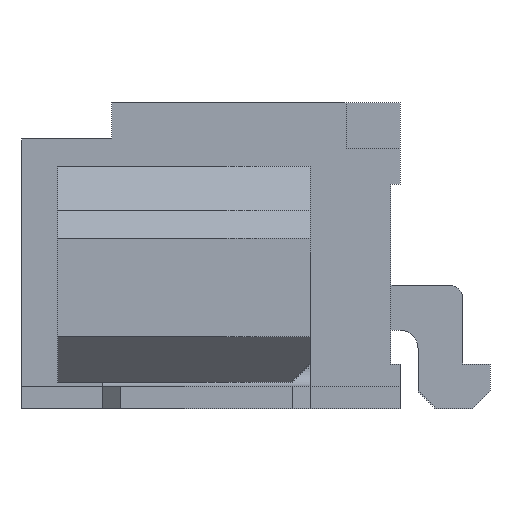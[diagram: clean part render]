
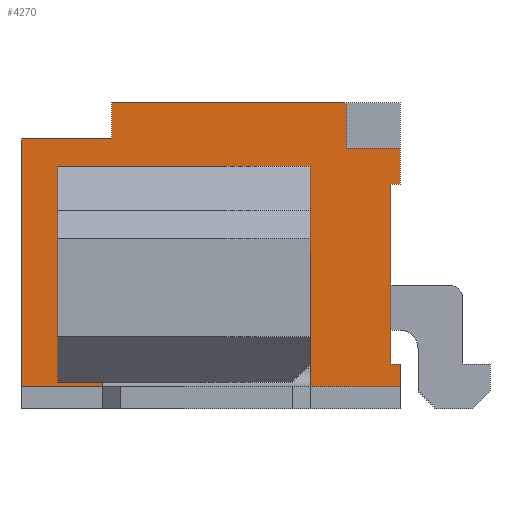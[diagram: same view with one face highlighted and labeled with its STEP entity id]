
A CAD part, left-side view. The second image highlights one B-rep face of the part: STEP entity #4270.
In plain terms, the highlighted planar face has unit normal (-1, 0, 0).
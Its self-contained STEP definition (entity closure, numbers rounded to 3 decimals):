
#69=DIRECTION('',(0.,0.,1.));
#70=VECTOR('',#69,0.25);
#71=CARTESIAN_POINT('',(-4.,-2.1,-1.45));
#72=LINE('',#71,#70);
#153=DIRECTION('',(0.,0.,1.));
#154=VECTOR('',#153,0.4);
#155=CARTESIAN_POINT('',(-4.,-2.1,0.8));
#156=LINE('',#155,#154);
#157=DIRECTION('',(0.,0.,1.));
#158=VECTOR('',#157,2.4);
#159=CARTESIAN_POINT('',(-4.,-1.1,-1.4));
#160=LINE('',#159,#158);
#161=DIRECTION('',(0.,-1.,0.));
#162=VECTOR('',#161,2.8);
#163=CARTESIAN_POINT('',(-4.,1.7,1.));
#164=LINE('',#163,#162);
#165=DIRECTION('',(0.,0.,1.));
#166=VECTOR('',#165,2.4);
#167=CARTESIAN_POINT('',(-4.,1.7,-1.4));
#168=LINE('',#167,#166);
#169=DIRECTION('',(0.,-1.,0.));
#170=VECTOR('',#169,2.8);
#171=CARTESIAN_POINT('',(-4.,1.7,-1.4));
#172=LINE('',#171,#170);
#173=DIRECTION('',(0.,1.,0.));
#174=VECTOR('',#173,0.6);
#175=CARTESIAN_POINT('',(-4.,-2.1,1.2));
#176=LINE('',#175,#174);
#177=DIRECTION('',(0.,1.,0.));
#178=VECTOR('',#177,0.1);
#179=CARTESIAN_POINT('',(-4.,-2.1,0.8));
#180=LINE('',#179,#178);
#181=DIRECTION('',(0.,0.,1.));
#182=VECTOR('',#181,2.);
#183=CARTESIAN_POINT('',(-4.,-2.,-1.2));
#184=LINE('',#183,#182);
#185=DIRECTION('',(0.,1.,0.));
#186=VECTOR('',#185,0.1);
#187=CARTESIAN_POINT('',(-4.,-2.1,-1.2));
#188=LINE('',#187,#186);
#189=DIRECTION('',(0.,-1.,0.));
#190=VECTOR('',#189,4.2);
#191=CARTESIAN_POINT('',(-4.,2.1,-1.45));
#192=LINE('',#191,#190);
#193=DIRECTION('',(0.,0.,1.));
#194=VECTOR('',#193,2.75);
#195=CARTESIAN_POINT('',(-4.,2.1,-1.45));
#196=LINE('',#195,#194);
#197=DIRECTION('',(0.,-1.,0.));
#198=VECTOR('',#197,1.);
#199=CARTESIAN_POINT('',(-4.,2.1,1.3));
#200=LINE('',#199,#198);
#201=DIRECTION('',(0.,0.,-1.));
#202=VECTOR('',#201,0.4);
#203=CARTESIAN_POINT('',(-4.,1.1,1.7));
#204=LINE('',#203,#202);
#205=DIRECTION('',(0.,0.,-1.));
#206=VECTOR('',#205,0.5);
#207=CARTESIAN_POINT('',(-4.,-1.5,1.7));
#208=LINE('',#207,#206);
#917=DIRECTION('',(0.,-1.,0.));
#918=VECTOR('',#917,2.6);
#919=CARTESIAN_POINT('',(-4.,1.1,1.7));
#920=LINE('',#919,#918);
#3121=CARTESIAN_POINT('',(-4.,1.1,1.7));
#3123=VERTEX_POINT('',#3121);
#3133=CARTESIAN_POINT('',(-4.,2.1,1.3));
#3134=CARTESIAN_POINT('',(-4.,1.1,1.3));
#3135=VERTEX_POINT('',#3133);
#3136=VERTEX_POINT('',#3134);
#3181=CARTESIAN_POINT('',(-4.,-1.1,-1.4));
#3182=CARTESIAN_POINT('',(-4.,-1.1,1.));
#3183=VERTEX_POINT('',#3181);
#3184=VERTEX_POINT('',#3182);
#3185=CARTESIAN_POINT('',(-4.,1.7,1.));
#3186=VERTEX_POINT('',#3185);
#3187=CARTESIAN_POINT('',(-4.,1.7,-1.4));
#3188=VERTEX_POINT('',#3187);
#3367=CARTESIAN_POINT('',(-4.,-2.1,-1.2));
#3368=CARTESIAN_POINT('',(-4.,-2.,-1.2));
#3369=VERTEX_POINT('',#3367);
#3370=VERTEX_POINT('',#3368);
#3371=CARTESIAN_POINT('',(-4.,-2.,0.8));
#3372=VERTEX_POINT('',#3371);
#3373=CARTESIAN_POINT('',(-4.,-2.1,0.8));
#3374=VERTEX_POINT('',#3373);
#3473=CARTESIAN_POINT('',(-4.,-1.5,1.7));
#3474=VERTEX_POINT('',#3473);
#3475=CARTESIAN_POINT('',(-4.,-2.1,1.2));
#3476=CARTESIAN_POINT('',(-4.,-1.5,1.2));
#3477=VERTEX_POINT('',#3475);
#3478=VERTEX_POINT('',#3476);
#3851=CARTESIAN_POINT('',(-4.,2.1,-1.45));
#3852=CARTESIAN_POINT('',(-4.,-2.1,-1.45));
#3853=VERTEX_POINT('',#3851);
#3854=VERTEX_POINT('',#3852);
#4232=CARTESIAN_POINT('',(-4.,2.1,-1.7));
#4233=DIRECTION('',(-1.,0.,0.));
#4234=DIRECTION('',(0.,-1.,0.));
#4235=AXIS2_PLACEMENT_3D('',#4232,#4233,#4234);
#4236=PLANE('',#4235);
#4238=ORIENTED_EDGE('',*,*,#4237,.F.);
#4239=ORIENTED_EDGE('',*,*,#4212,.F.);
#4241=ORIENTED_EDGE('',*,*,#4240,.T.);
#4243=ORIENTED_EDGE('',*,*,#4242,.F.);
#4244=ORIENTED_EDGE('',*,*,#4222,.F.);
#4245=ORIENTED_EDGE('',*,*,#4148,.F.);
#4247=ORIENTED_EDGE('',*,*,#4246,.F.);
#4249=ORIENTED_EDGE('',*,*,#4248,.T.);
#4251=ORIENTED_EDGE('',*,*,#4250,.T.);
#4253=ORIENTED_EDGE('',*,*,#4252,.F.);
#4255=ORIENTED_EDGE('',*,*,#4254,.T.);
#4257=ORIENTED_EDGE('',*,*,#4256,.T.);
#4258=EDGE_LOOP('',(#4238,#4239,#4241,#4243,#4244,#4245,#4247,#4249,#4251,#4253,
#4255,#4257));
#4259=FACE_OUTER_BOUND('',#4258,.F.);
#4261=ORIENTED_EDGE('',*,*,#4260,.T.);
#4263=ORIENTED_EDGE('',*,*,#4262,.F.);
#4265=ORIENTED_EDGE('',*,*,#4264,.F.);
#4267=ORIENTED_EDGE('',*,*,#4266,.T.);
#4268=EDGE_LOOP('',(#4261,#4263,#4265,#4267));
#4269=FACE_BOUND('',#4268,.F.);
#4270=ADVANCED_FACE('',(#4259,#4269),#4236,.T.);
#4148=EDGE_CURVE('',#3854,#3369,#72,.T.);
#4212=EDGE_CURVE('',#3374,#3477,#156,.T.);
#4222=EDGE_CURVE('',#3369,#3370,#188,.T.);
#4237=EDGE_CURVE('',#3477,#3478,#176,.T.);
#4240=EDGE_CURVE('',#3374,#3372,#180,.T.);
#4242=EDGE_CURVE('',#3370,#3372,#184,.T.);
#4246=EDGE_CURVE('',#3853,#3854,#192,.T.);
#4248=EDGE_CURVE('',#3853,#3135,#196,.T.);
#4250=EDGE_CURVE('',#3135,#3136,#200,.T.);
#4252=EDGE_CURVE('',#3123,#3136,#204,.T.);
#4254=EDGE_CURVE('',#3123,#3474,#920,.T.);
#4256=EDGE_CURVE('',#3474,#3478,#208,.T.);
#4260=EDGE_CURVE('',#3183,#3184,#160,.T.);
#4262=EDGE_CURVE('',#3186,#3184,#164,.T.);
#4264=EDGE_CURVE('',#3188,#3186,#168,.T.);
#4266=EDGE_CURVE('',#3188,#3183,#172,.T.);
